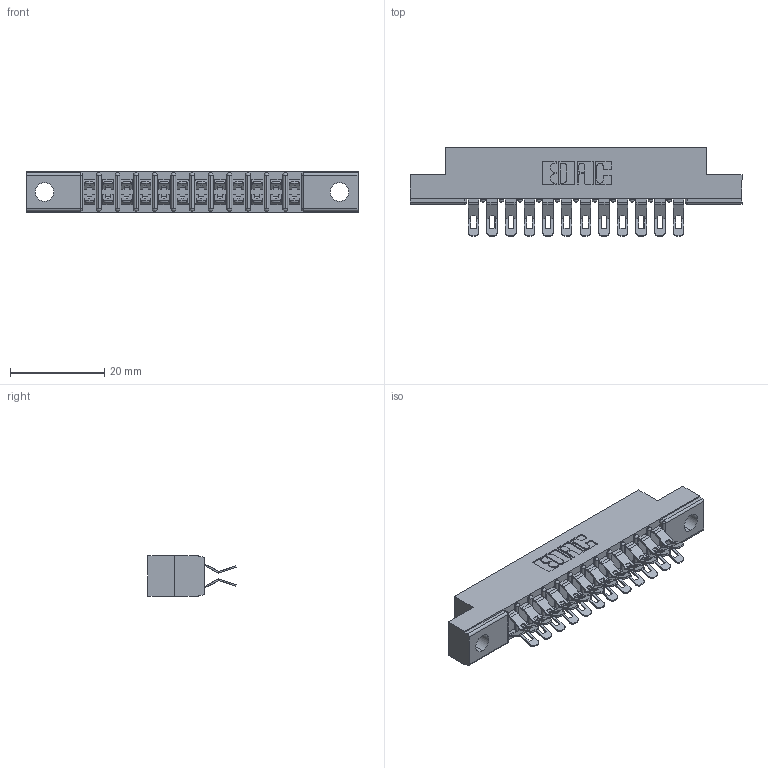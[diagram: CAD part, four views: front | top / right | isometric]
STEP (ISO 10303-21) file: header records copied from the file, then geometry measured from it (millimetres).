
FILE_DESCRIPTION (( 'STEP AP203' ), '1' );
FILE_NAME ('357-024-455-204.STEP', '2020-10-03T01:11:37', ( '' ), ( '' ), 'SwSTEP 2.0', 'SolidWorks 2020', '' );
FILE_SCHEMA (( 'CONFIG_CONTROL_DESIGN' ));
Length unit declared in the file: inch
Products named in the file (3): 357-024-455-204; 307 Part_.156 Dia Mounting Holes; 307-290-001_555
Assembly tree (25 placements, depth 2):
  357-024-455-204
    307 Part_.156 Dia Mounting Holes
    307-290-001_555  x24
Bounding box: 70.56 x 18.75 x 8.71 mm (x, y, z)
Volume: 4582.1 mm3; surface area: 7855.1 mm2
Topology: 25 solids, 25 shells, 1609 faces, 4703 edges, 3066 vertices
Faces by surface type: plane 900, cylinder 683, sphere 26
Entity records: 15325 total; most frequent: CARTESIAN_POINT 2526, ORIENTED_EDGE 2500, DIRECTION 2486, EDGE_CURVE 1250, VECTOR 942, LINE 942, VERTEX_POINT 812, AXIS2_PLACEMENT_3D 772
